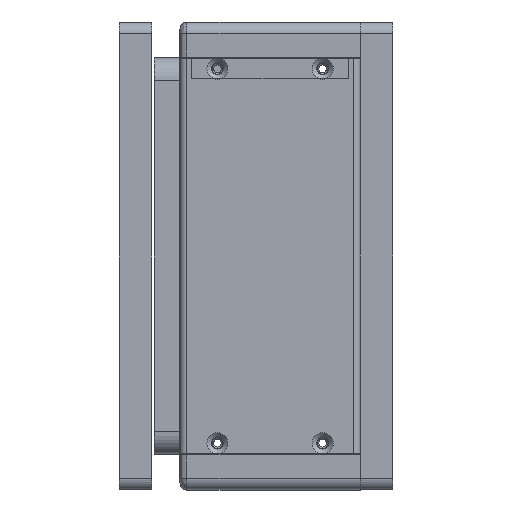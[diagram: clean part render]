
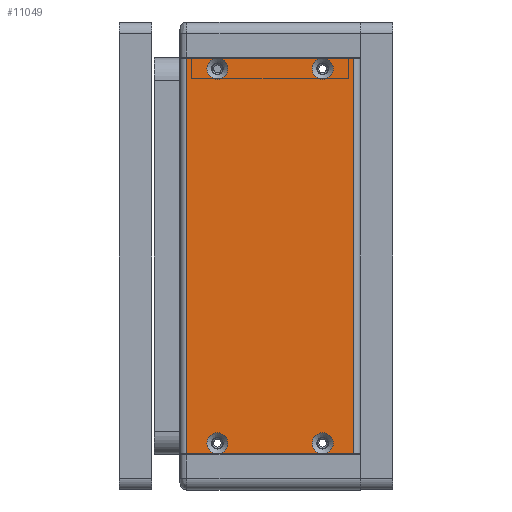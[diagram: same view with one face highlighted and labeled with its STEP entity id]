
A CAD part, left-side view. The second image highlights one B-rep face of the part: STEP entity #11049.
In plain terms, the highlighted planar face has unit normal (1, 0, 0).
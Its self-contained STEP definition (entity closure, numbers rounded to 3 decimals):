
#211 = ORIENTED_EDGE ( 'NONE', *, *, #2059, .F. ) ;
#489 = VECTOR ( 'NONE', #6480, 1000. ) ;
#1317 = VERTEX_POINT ( 'NONE', #19040 ) ;
#1721 = VERTEX_POINT ( 'NONE', #4581 ) ;
#2059 = EDGE_CURVE ( 'NONE', #1317, #29664, #20040, .T. ) ;
#2078 = VERTEX_POINT ( 'NONE', #15321 ) ;
#2786 = DIRECTION ( 'NONE',  ( 0., -1., 0. ) ) ;
#4154 = EDGE_LOOP ( 'NONE', ( #25916 ) ) ;
#4581 = CARTESIAN_POINT ( 'NONE',  ( -565.005, 17.551, 1964.48 ) ) ;
#5105 = DIRECTION ( 'NONE',  ( 0., 0., 1. ) ) ;
#5119 = EDGE_CURVE ( 'NONE', #18756, #18756, #20299, .T. ) ;
#5329 = DIRECTION ( 'NONE',  ( -1., 0., 0. ) ) ;
#5370 = CARTESIAN_POINT ( 'NONE',  ( -565.005, -27.449, 1800. ) ) ;
#5735 = VERTEX_POINT ( 'NONE', #15389 ) ;
#5756 = LINE ( 'NONE', #17762, #15530 ) ;
#6308 = CARTESIAN_POINT ( 'NONE',  ( -565.005, 17.551, 1960. ) ) ;
#6480 = DIRECTION ( 'NONE',  ( 0., 0., -1. ) ) ;
#6684 = VECTOR ( 'NONE', #20900, 1000. ) ;
#7033 = ORIENTED_EDGE ( 'NONE', *, *, #5119, .F. ) ;
#7323 = ORIENTED_EDGE ( 'NONE', *, *, #10837, .F. ) ;
#7415 = DIRECTION ( 'NONE',  ( 0., 0., 1. ) ) ;
#7466 = CARTESIAN_POINT ( 'NONE',  ( -565.005, -27.449, 1960. ) ) ;
#7622 = EDGE_LOOP ( 'NONE', ( #7323 ) ) ;
#7647 = DIRECTION ( 'NONE',  ( 0., -1., 0. ) ) ;
#7700 = CIRCLE ( 'NONE', #14290, 4.48 ) ;
#8033 = CARTESIAN_POINT ( 'NONE',  ( -565.005, 33.551, 1964.5 ) ) ;
#8515 = DIRECTION ( 'NONE',  ( 0., 0., 1. ) ) ;
#8660 = AXIS2_PLACEMENT_3D ( 'NONE', #6308, #23204, #8515 ) ;
#9752 = FACE_BOUND ( 'NONE', #22988, .T. ) ;
#9822 = CIRCLE ( 'NONE', #22432, 4.48 ) ;
#10566 = DIRECTION ( 'NONE',  ( 0., 1., 0. ) ) ;
#10837 = EDGE_CURVE ( 'NONE', #5735, #5735, #9822, .T. ) ;
#11049 = ADVANCED_FACE ( 'NONE', ( #24439, #29504, #17020, #26660, #9752 ), #14658, .F. ) ;
#12297 = VERTEX_POINT ( 'NONE', #12446 ) ;
#12446 = CARTESIAN_POINT ( 'NONE',  ( -565.005, -27.449, 1964.48 ) ) ;
#12523 = DIRECTION ( 'NONE',  ( 1., 0., 0. ) ) ;
#13197 = CIRCLE ( 'NONE', #8660, 4.48 ) ;
#14290 = AXIS2_PLACEMENT_3D ( 'NONE', #7466, #12523, #5105 ) ;
#14658 = PLANE ( 'NONE',  #17380 ) ;
#15321 = CARTESIAN_POINT ( 'NONE',  ( -565.005, 30.815, 1795.5 ) ) ;
#15389 = CARTESIAN_POINT ( 'NONE',  ( -565.005, -27.449, 1804.48 ) ) ;
#15530 = VECTOR ( 'NONE', #7647, 1000. ) ;
#15866 = DIRECTION ( 'NONE',  ( 0., 0., 1. ) ) ;
#15945 = CARTESIAN_POINT ( 'NONE',  ( -565.005, -40.712, 1795.5 ) ) ;
#16815 = VERTEX_POINT ( 'NONE', #15945 ) ;
#16845 = EDGE_LOOP ( 'NONE', ( #26155 ) ) ;
#17020 = FACE_BOUND ( 'NONE', #16845, .T. ) ;
#17102 = EDGE_CURVE ( 'NONE', #2078, #16815, #5756, .T. ) ;
#17380 = AXIS2_PLACEMENT_3D ( 'NONE', #24288, #5329, #2786 ) ;
#17762 = CARTESIAN_POINT ( 'NONE',  ( -565.005, 33.551, 1795.5 ) ) ;
#18018 = ORIENTED_EDGE ( 'NONE', *, *, #17102, .F. ) ;
#18207 = VECTOR ( 'NONE', #10566, 1000. ) ;
#18535 = CARTESIAN_POINT ( 'NONE',  ( -565.005, 17.551, 1800. ) ) ;
#18536 = LINE ( 'NONE', #30085, #6684 ) ;
#18756 = VERTEX_POINT ( 'NONE', #30455 ) ;
#19040 = CARTESIAN_POINT ( 'NONE',  ( -565.005, -40.712, 1964.5 ) ) ;
#19931 = ORIENTED_EDGE ( 'NONE', *, *, #30262, .F. ) ;
#19953 = LINE ( 'NONE', #24693, #489 ) ;
#20040 = LINE ( 'NONE', #8033, #18207 ) ;
#20049 = DIRECTION ( 'NONE',  ( 1., 0., 0. ) ) ;
#20299 = CIRCLE ( 'NONE', #24832, 4.48 ) ;
#20527 = ORIENTED_EDGE ( 'NONE', *, *, #24449, .F. ) ;
#20900 = DIRECTION ( 'NONE',  ( 0., 0., 1. ) ) ;
#22432 = AXIS2_PLACEMENT_3D ( 'NONE', #5370, #20049, #7415 ) ;
#22988 = EDGE_LOOP ( 'NONE', ( #7033 ) ) ;
#23204 = DIRECTION ( 'NONE',  ( 1., 0., 0. ) ) ;
#24288 = CARTESIAN_POINT ( 'NONE',  ( -565.005, 33.551, 1795.5 ) ) ;
#24439 = FACE_OUTER_BOUND ( 'NONE', #25973, .T. ) ;
#24449 = EDGE_CURVE ( 'NONE', #29664, #2078, #19953, .T. ) ;
#24693 = CARTESIAN_POINT ( 'NONE',  ( -565.005, 30.815, 1795.5 ) ) ;
#24832 = AXIS2_PLACEMENT_3D ( 'NONE', #18535, #25165, #15866 ) ;
#25165 = DIRECTION ( 'NONE',  ( 1., 0., 0. ) ) ;
#25916 = ORIENTED_EDGE ( 'NONE', *, *, #30680, .F. ) ;
#25973 = EDGE_LOOP ( 'NONE', ( #211, #19931, #18018, #20527 ) ) ;
#26155 = ORIENTED_EDGE ( 'NONE', *, *, #27581, .F. ) ;
#26660 = FACE_BOUND ( 'NONE', #7622, .T. ) ;
#27581 = EDGE_CURVE ( 'NONE', #1721, #1721, #13197, .T. ) ;
#29358 = CARTESIAN_POINT ( 'NONE',  ( -565.005, 30.815, 1964.5 ) ) ;
#29504 = FACE_BOUND ( 'NONE', #4154, .T. ) ;
#29664 = VERTEX_POINT ( 'NONE', #29358 ) ;
#30085 = CARTESIAN_POINT ( 'NONE',  ( -565.005, -40.712, 1795.5 ) ) ;
#30262 = EDGE_CURVE ( 'NONE', #16815, #1317, #18536, .T. ) ;
#30455 = CARTESIAN_POINT ( 'NONE',  ( -565.005, 17.551, 1804.48 ) ) ;
#30680 = EDGE_CURVE ( 'NONE', #12297, #12297, #7700, .T. ) ;
